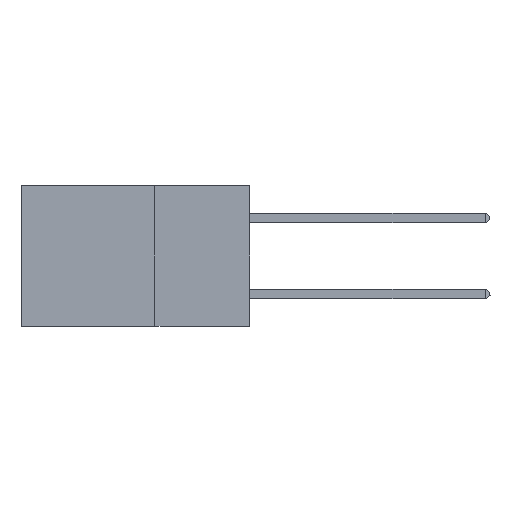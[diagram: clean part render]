
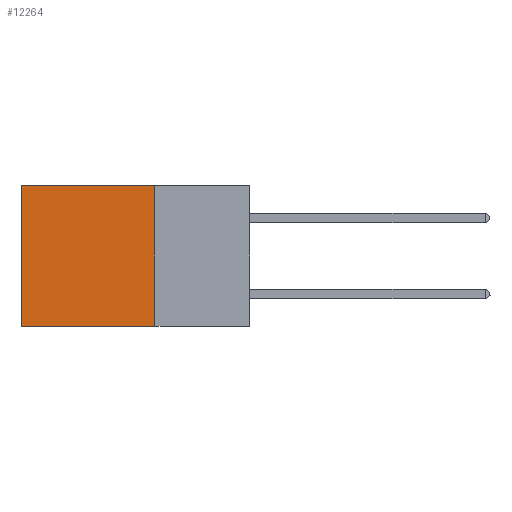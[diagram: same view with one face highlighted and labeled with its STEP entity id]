
A CAD part, left-side view. The second image highlights one B-rep face of the part: STEP entity #12264.
In plain terms, the highlighted planar face has unit normal (-1, 0, 0).
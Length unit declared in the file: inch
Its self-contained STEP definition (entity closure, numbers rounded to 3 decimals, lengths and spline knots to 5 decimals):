
#260 = CARTESIAN_POINT ( 'NONE',  ( 0.2875, 0.25, 0. ) ) ;
#436 = AXIS2_PLACEMENT_3D ( 'NONE', #22939, #4484, #30125 ) ;
#1018 = CARTESIAN_POINT ( 'NONE',  ( 0.2875, 0.25, -0.37 ) ) ;
#1110 = VECTOR ( 'NONE', #14429, 39.37008 ) ;
#2412 = VERTEX_POINT ( 'NONE', #17668 ) ;
#4484 = DIRECTION ( 'NONE',  ( 1., 0., 0. ) ) ;
#4858 = EDGE_CURVE ( 'NONE', #18867, #14625, #8889, .T. ) ;
#6088 = FACE_OUTER_BOUND ( 'NONE', #16023, .T. ) ;
#6343 = CARTESIAN_POINT ( 'NONE',  ( 0.2875, 0.6, 0. ) ) ;
#6816 = VECTOR ( 'NONE', #21882, 39.37008 ) ;
#8118 = VECTOR ( 'NONE', #15736, 39.37008 ) ;
#8889 = LINE ( 'NONE', #26749, #26741 ) ;
#10247 = DIRECTION ( 'NONE',  ( 0., 1., 0. ) ) ;
#10714 = ORIENTED_EDGE ( 'NONE', *, *, #15919, .T. ) ;
#12264 = ADVANCED_FACE ( 'NONE', ( #6088 ), #13749, .F. ) ;
#13749 = PLANE ( 'NONE',  #436 ) ;
#14429 = DIRECTION ( 'NONE',  ( 0., 0., -1. ) ) ;
#14625 = VERTEX_POINT ( 'NONE', #6343 ) ;
#14747 = CARTESIAN_POINT ( 'NONE',  ( 0.2875, 0.25, -0.37 ) ) ;
#15736 = DIRECTION ( 'NONE',  ( 0., 0., -1. ) ) ;
#15919 = EDGE_CURVE ( 'NONE', #14625, #2412, #20486, .T. ) ;
#16023 = EDGE_LOOP ( 'NONE', ( #10714, #26237, #28642, #19451 ) ) ;
#17668 = CARTESIAN_POINT ( 'NONE',  ( 0.2875, 0.6, -0.37 ) ) ;
#18618 = EDGE_CURVE ( 'NONE', #22350, #2412, #28726, .T. ) ;
#18867 = VERTEX_POINT ( 'NONE', #20445 ) ;
#19451 = ORIENTED_EDGE ( 'NONE', *, *, #4858, .T. ) ;
#20445 = CARTESIAN_POINT ( 'NONE',  ( 0.2875, 0.25, 0. ) ) ;
#20486 = LINE ( 'NONE', #22673, #8118 ) ;
#21539 = EDGE_CURVE ( 'NONE', #18867, #22350, #21907, .T. ) ;
#21882 = DIRECTION ( 'NONE',  ( 0., 1., 0. ) ) ;
#21907 = LINE ( 'NONE', #260, #1110 ) ;
#22350 = VERTEX_POINT ( 'NONE', #1018 ) ;
#22673 = CARTESIAN_POINT ( 'NONE',  ( 0.2875, 0.6, 0. ) ) ;
#22939 = CARTESIAN_POINT ( 'NONE',  ( 0.2875, 0.25, 0. ) ) ;
#26237 = ORIENTED_EDGE ( 'NONE', *, *, #18618, .F. ) ;
#26741 = VECTOR ( 'NONE', #10247, 39.37008 ) ;
#26749 = CARTESIAN_POINT ( 'NONE',  ( 0.2875, 0.25, 0. ) ) ;
#28642 = ORIENTED_EDGE ( 'NONE', *, *, #21539, .F. ) ;
#28726 = LINE ( 'NONE', #14747, #6816 ) ;
#30125 = DIRECTION ( 'NONE',  ( 0., 0., -1. ) ) ;
